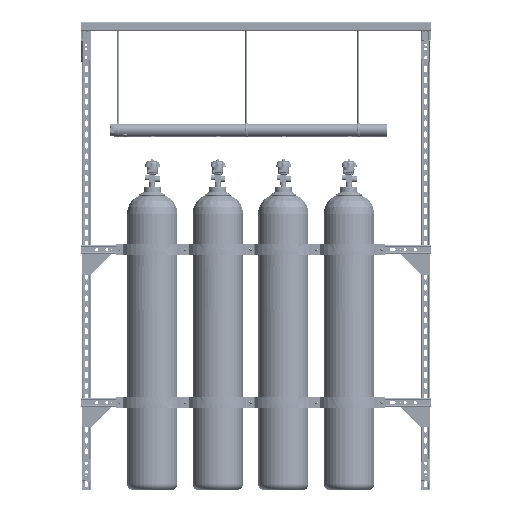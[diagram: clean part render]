
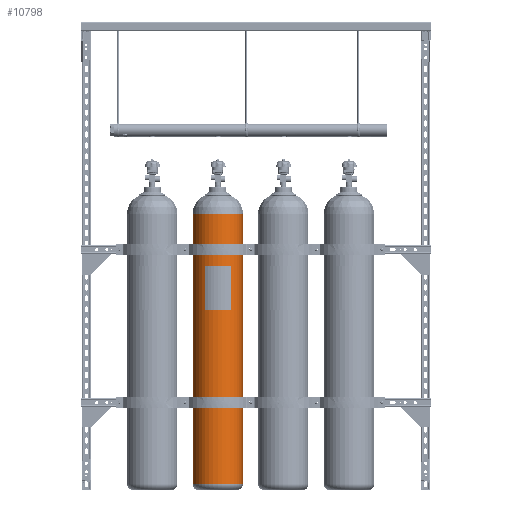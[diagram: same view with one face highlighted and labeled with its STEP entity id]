
A CAD part, top view. The second image highlights one B-rep face of the part: STEP entity #10798.
In plain terms, the highlighted cylindrical face has radius 116.635 mm (diameter 233.269 mm), a partial arc.
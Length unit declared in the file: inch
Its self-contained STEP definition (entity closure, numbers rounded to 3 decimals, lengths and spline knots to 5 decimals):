
#503 = AXIS2_PLACEMENT_3D ( 'NONE', #3810, #75381, #85520 ) ;
#835 = ORIENTED_EDGE ( 'NONE', *, *, #116005, .F. ) ;
#3810 = CARTESIAN_POINT ( 'NONE',  ( 0., 0., 0. ) ) ;
#5446 = CARTESIAN_POINT ( 'NONE',  ( 4.59191, -4.92411, 0. ) ) ;
#6005 = CARTESIAN_POINT ( 'NONE',  ( -4.59191, 0., 0. ) ) ;
#10798 = ADVANCED_FACE ( 'NONE', ( #103399 ), #58069, .T. ) ;
#12009 = AXIS2_PLACEMENT_3D ( 'NONE', #33163, #96396, #94612 ) ;
#13617 = EDGE_CURVE ( 'NONE', #92251, #47757, #85661, .T. ) ;
#16697 = VECTOR ( 'NONE', #68193, 39.37008 ) ;
#22740 = ORIENTED_EDGE ( 'NONE', *, *, #28731, .F. ) ;
#24886 = EDGE_LOOP ( 'NONE', ( #30888, #45159, #835, #22740 ) ) ;
#28731 = EDGE_CURVE ( 'NONE', #92251, #33377, #51329, .T. ) ;
#30888 = ORIENTED_EDGE ( 'NONE', *, *, #13617, .T. ) ;
#31811 = CARTESIAN_POINT ( 'NONE',  ( 4.59191, 0., 0. ) ) ;
#32001 = CARTESIAN_POINT ( 'NONE',  ( -4.59191, -4.92411, 0. ) ) ;
#32396 = CARTESIAN_POINT ( 'NONE',  ( 4.59191, -54.5, 0. ) ) ;
#33163 = CARTESIAN_POINT ( 'NONE',  ( 0., -4.92411, 0. ) ) ;
#33377 = VERTEX_POINT ( 'NONE', #32001 ) ;
#43548 = CARTESIAN_POINT ( 'NONE',  ( 0., -54.5, 0. ) ) ;
#45159 = ORIENTED_EDGE ( 'NONE', *, *, #57204, .T. ) ;
#47757 = VERTEX_POINT ( 'NONE', #32396 ) ;
#51329 = LINE ( 'NONE', #6005, #112354 ) ;
#53689 = DIRECTION ( 'NONE',  ( 0., 1., 0. ) ) ;
#57204 = EDGE_CURVE ( 'NONE', #47757, #65408, #86121, .T. ) ;
#58069 = CYLINDRICAL_SURFACE ( 'NONE', #503, 4.59191 ) ;
#63456 = CIRCLE ( 'NONE', #12009, 4.59191 ) ;
#65408 = VERTEX_POINT ( 'NONE', #5446 ) ;
#68193 = DIRECTION ( 'NONE',  ( 0., 1., 0. ) ) ;
#69218 = DIRECTION ( 'NONE',  ( 0., 1., 0. ) ) ;
#75381 = DIRECTION ( 'NONE',  ( 0., 1., 0. ) ) ;
#85520 = DIRECTION ( 'NONE',  ( -1., 0., 0. ) ) ;
#85661 = CIRCLE ( 'NONE', #93296, 4.59191 ) ;
#86121 = LINE ( 'NONE', #31811, #16697 ) ;
#92072 = CARTESIAN_POINT ( 'NONE',  ( -4.59191, -54.5, 0. ) ) ;
#92251 = VERTEX_POINT ( 'NONE', #92072 ) ;
#93296 = AXIS2_PLACEMENT_3D ( 'NONE', #43548, #53689, #96674 ) ;
#94612 = DIRECTION ( 'NONE',  ( -1., 0., 0. ) ) ;
#96396 = DIRECTION ( 'NONE',  ( 0., 1., 0. ) ) ;
#96674 = DIRECTION ( 'NONE',  ( -1., 0., 0. ) ) ;
#103399 = FACE_OUTER_BOUND ( 'NONE', #24886, .T. ) ;
#112354 = VECTOR ( 'NONE', #69218, 39.37008 ) ;
#116005 = EDGE_CURVE ( 'NONE', #33377, #65408, #63456, .T. ) ;
